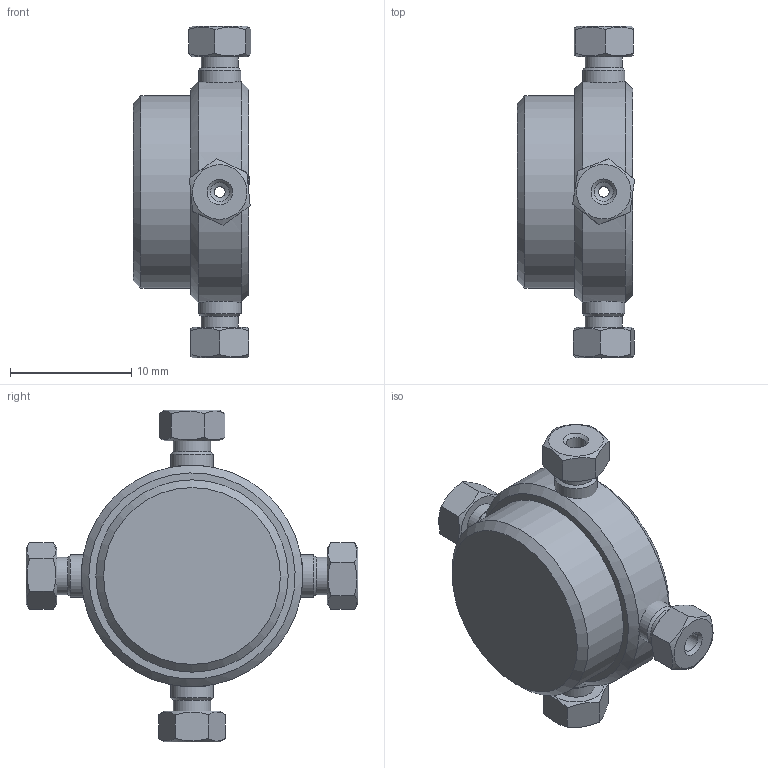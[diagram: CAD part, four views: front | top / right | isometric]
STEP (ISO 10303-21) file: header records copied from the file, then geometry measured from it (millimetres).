
FILE_DESCRIPTION((''),'2;1');
FILE_NAME('305027-ZX.5 Cross.stp','2013-08-21T14:04:50',('Franzp'),(''),'Autodesk Inventor 2013','Autodesk Inventor 2013','');
FILE_SCHEMA(('AUTOMOTIVE_DESIGN { 1 0 10303 214 1 1 1 1 }'));
Length unit declared in the file: millimetre
Products named in the file (1): 305027_Shrinkwrap_1
Bounding box: 9.69 x 27.38 x 27.38 mm (x, y, z)
Surface area: 1532.8 mm2 (no closed solid volume)
Topology: 0 solids, 5 shells, 75 faces, 183 edges, 115 vertices
Faces by surface type: plane 35, cone 23, cylinder 17
Full cylindrical faces by diameter (mm): 1.575 x4, 3.073 x4, 3.505 x4, 15.86 x1
Entity records: 2156 total; most frequent: CARTESIAN_POINT 602, DIRECTION 282, ORIENTED_EDGE 258, EDGE_CURVE 141, AXIS2_PLACEMENT_3D 129, EDGE_LOOP 120, VERTEX_POINT 109, FACE_OUTER_BOUND 75
